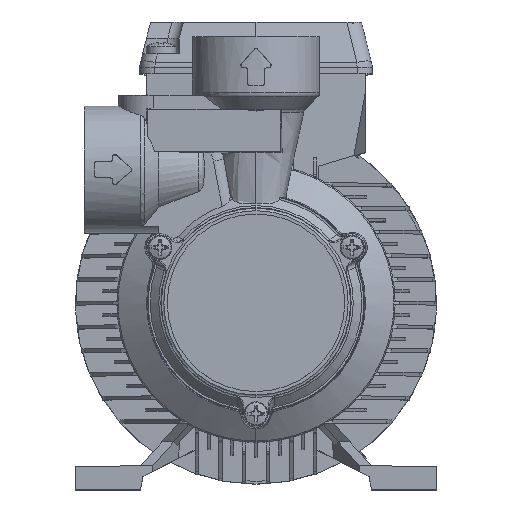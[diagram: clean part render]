
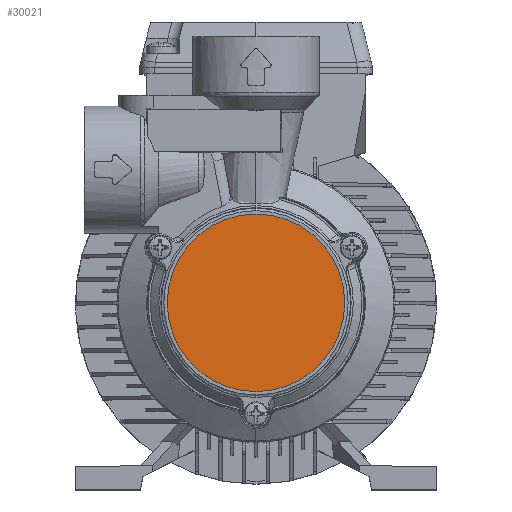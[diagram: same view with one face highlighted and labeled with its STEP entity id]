
A CAD part, top view. The second image highlights one B-rep face of the part: STEP entity #30021.
In plain terms, the highlighted face is planar.
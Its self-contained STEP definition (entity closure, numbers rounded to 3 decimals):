
#4344 = CIRCLE ( 'NONE', #18547, 30. ) ;
#4784 = CARTESIAN_POINT ( 'NONE',  ( 0., -17.5, 0. ) ) ;
#6607 = CARTESIAN_POINT ( 'NONE',  ( 0., -17.5, 30. ) ) ;
#8033 = VERTEX_POINT ( 'NONE', #52372 ) ;
#8240 = DIRECTION ( 'NONE',  ( 0., 0., -1. ) ) ;
#12149 = CARTESIAN_POINT ( 'NONE',  ( 0., -17.5, 30. ) ) ;
#18547 = AXIS2_PLACEMENT_3D ( 'NONE', #24335, #54109, #27969 ) ;
#24335 = CARTESIAN_POINT ( 'NONE',  ( 0., -17.5, 0. ) ) ;
#27969 = DIRECTION ( 'NONE',  ( 0., 0., -1. ) ) ;
#30021 = ADVANCED_FACE ( 'NONE', ( #54430 ), #49710, .T. ) ;
#34111 = VERTEX_POINT ( 'NONE', #6607 ) ;
#34871 = EDGE_LOOP ( 'NONE', ( #40132, #37998 ) ) ;
#35095 = EDGE_CURVE ( 'NONE', #34111, #8033, #4344, .T. ) ;
#37998 = ORIENTED_EDGE ( 'NONE', *, *, #35095, .T. ) ;
#38291 = DIRECTION ( 'NONE',  ( 0., -1., 0. ) ) ;
#40132 = ORIENTED_EDGE ( 'NONE', *, *, #44684, .T. ) ;
#43157 = DIRECTION ( 'NONE',  ( 0., -1., 0. ) ) ;
#43159 = CIRCLE ( 'NONE', #51129, 30. ) ;
#44684 = EDGE_CURVE ( 'NONE', #8033, #34111, #43159, .T. ) ;
#49394 = AXIS2_PLACEMENT_3D ( 'NONE', #12149, #38291, #8240 ) ;
#49710 = PLANE ( 'NONE',  #49394 ) ;
#51129 = AXIS2_PLACEMENT_3D ( 'NONE', #4784, #43157, #51765 ) ;
#51765 = DIRECTION ( 'NONE',  ( 0., 0., -1. ) ) ;
#52372 = CARTESIAN_POINT ( 'NONE',  ( 0., -17.5, -30. ) ) ;
#54109 = DIRECTION ( 'NONE',  ( 0., -1., 0. ) ) ;
#54430 = FACE_OUTER_BOUND ( 'NONE', #34871, .T. ) ;
